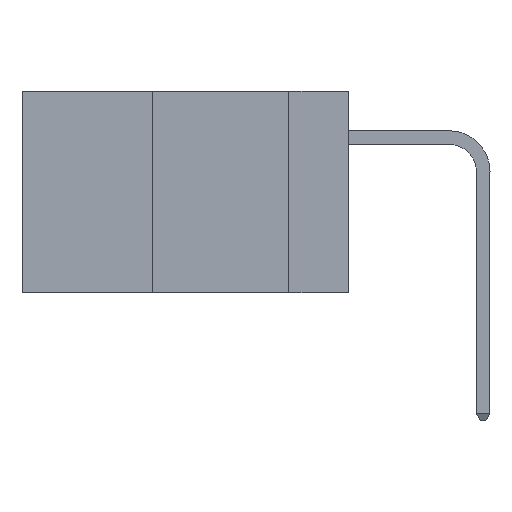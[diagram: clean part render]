
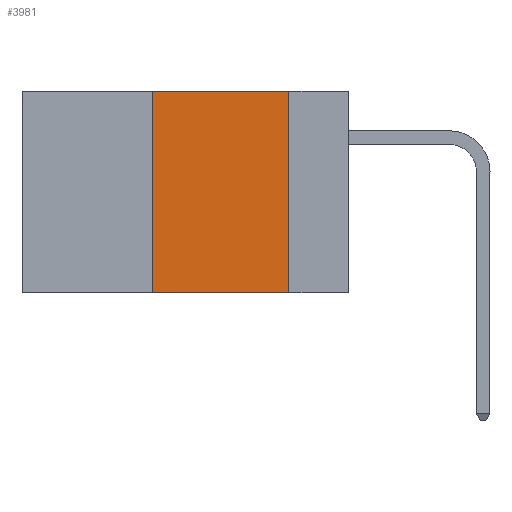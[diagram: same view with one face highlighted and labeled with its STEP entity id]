
A CAD part, left-side view. The second image highlights one B-rep face of the part: STEP entity #3981.
In plain terms, the highlighted planar face has unit normal (-1, 0, 0).
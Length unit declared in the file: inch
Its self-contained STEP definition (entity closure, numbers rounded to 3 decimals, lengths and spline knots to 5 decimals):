
#1222 = PLANE ( 'NONE',  #14040 ) ;
#1545 = VERTEX_POINT ( 'NONE', #11613 ) ;
#1686 = EDGE_CURVE ( 'NONE', #12351, #1545, #5090, .T. ) ;
#1711 = EDGE_LOOP ( 'NONE', ( #9647, #10180, #13968, #3877 ) ) ;
#1984 = VECTOR ( 'NONE', #12048, 39.37008 ) ;
#2074 = CARTESIAN_POINT ( 'NONE',  ( 0., 0.6, -0.37 ) ) ;
#2197 = DIRECTION ( 'NONE',  ( 0., 0., -1. ) ) ;
#2257 = CARTESIAN_POINT ( 'NONE',  ( 0., 0.36, 0. ) ) ;
#2662 = EDGE_CURVE ( 'NONE', #8139, #12351, #9412, .T. ) ;
#2925 = VERTEX_POINT ( 'NONE', #13664 ) ;
#3869 = CARTESIAN_POINT ( 'NONE',  ( 0., 0.6, 0. ) ) ;
#3877 = ORIENTED_EDGE ( 'NONE', *, *, #14450, .T. ) ;
#3981 = ADVANCED_FACE ( 'NONE', ( #8131 ), #1222, .F. ) ;
#4459 = VECTOR ( 'NONE', #10273, 39.37008 ) ;
#5090 = LINE ( 'NONE', #3869, #1984 ) ;
#5612 = DIRECTION ( 'NONE',  ( 0., 0., -1. ) ) ;
#7160 = LINE ( 'NONE', #2074, #4459 ) ;
#8099 = DIRECTION ( 'NONE',  ( 0., 0., 1. ) ) ;
#8131 = FACE_OUTER_BOUND ( 'NONE', #1711, .T. ) ;
#8139 = VERTEX_POINT ( 'NONE', #11210 ) ;
#9412 = LINE ( 'NONE', #2257, #14958 ) ;
#9647 = ORIENTED_EDGE ( 'NONE', *, *, #12101, .F. ) ;
#10180 = ORIENTED_EDGE ( 'NONE', *, *, #1686, .F. ) ;
#10273 = DIRECTION ( 'NONE',  ( 0., -1., 0. ) ) ;
#10510 = CARTESIAN_POINT ( 'NONE',  ( 0., 0.6, 0. ) ) ;
#11210 = CARTESIAN_POINT ( 'NONE',  ( 0., 0.36, -0.37 ) ) ;
#11613 = CARTESIAN_POINT ( 'NONE',  ( 0., 0.11, 0. ) ) ;
#12028 = VECTOR ( 'NONE', #5612, 39.37008 ) ;
#12048 = DIRECTION ( 'NONE',  ( 0., -1., 0. ) ) ;
#12101 = EDGE_CURVE ( 'NONE', #1545, #2925, #14797, .T. ) ;
#12351 = VERTEX_POINT ( 'NONE', #14373 ) ;
#12724 = CARTESIAN_POINT ( 'NONE',  ( 0., 0.11, 0. ) ) ;
#13664 = CARTESIAN_POINT ( 'NONE',  ( 0., 0.11, -0.37 ) ) ;
#13968 = ORIENTED_EDGE ( 'NONE', *, *, #2662, .F. ) ;
#14040 = AXIS2_PLACEMENT_3D ( 'NONE', #10510, #15018, #2197 ) ;
#14373 = CARTESIAN_POINT ( 'NONE',  ( 0., 0.36, 0. ) ) ;
#14450 = EDGE_CURVE ( 'NONE', #8139, #2925, #7160, .T. ) ;
#14797 = LINE ( 'NONE', #12724, #12028 ) ;
#14958 = VECTOR ( 'NONE', #8099, 39.37008 ) ;
#15018 = DIRECTION ( 'NONE',  ( 1., 0., 0. ) ) ;
